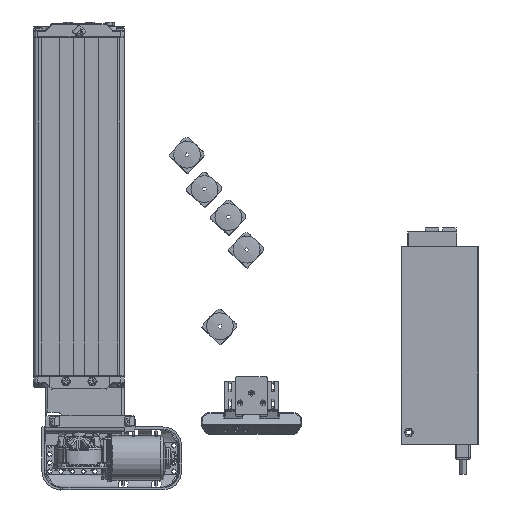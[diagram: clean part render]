
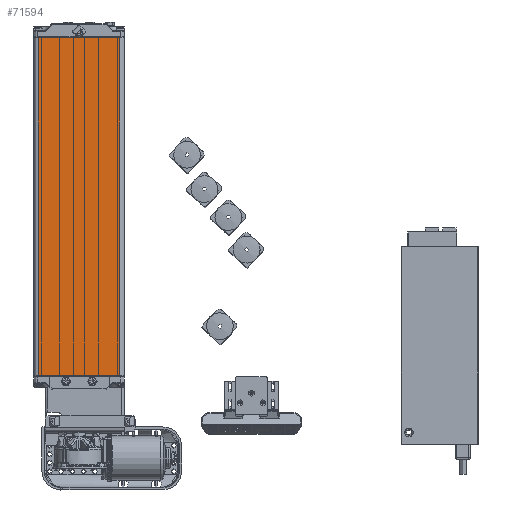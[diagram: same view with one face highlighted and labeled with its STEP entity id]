
A CAD part, top view. The second image highlights one B-rep face of the part: STEP entity #71594.
In plain terms, the highlighted planar face has unit normal (0, 0, 1).
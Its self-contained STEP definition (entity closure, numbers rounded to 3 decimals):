
#13138=FACE_OUTER_BOUND('',#17369,.T.);
#17369=EDGE_LOOP('',(#48461,#48462,#48463,#48464));
#21963=LINE('',#104826,#26234);
#21964=LINE('',#104828,#26235);
#21965=LINE('',#104830,#26236);
#21966=LINE('',#104831,#26237);
#26234=VECTOR('',#84603,449.5);
#26235=VECTOR('',#84604,108.);
#26236=VECTOR('',#84605,449.5);
#26237=VECTOR('',#84606,108.);
#30505=VERTEX_POINT('',#104824);
#30506=VERTEX_POINT('',#104825);
#30507=VERTEX_POINT('',#104827);
#30508=VERTEX_POINT('',#104829);
#37467=EDGE_CURVE('',#30505,#30506,#21963,.F.);
#37468=EDGE_CURVE('',#30506,#30507,#21964,.T.);
#37469=EDGE_CURVE('',#30507,#30508,#21965,.T.);
#37470=EDGE_CURVE('',#30508,#30505,#21966,.F.);
#48461=ORIENTED_EDGE('',*,*,#37467,.T.);
#48462=ORIENTED_EDGE('',*,*,#37468,.T.);
#48463=ORIENTED_EDGE('',*,*,#37469,.T.);
#48464=ORIENTED_EDGE('',*,*,#37470,.T.);
#70449=PLANE('',#76621);
#71594=ADVANCED_FACE('',(#13138),#70449,.T.);
#76621=AXIS2_PLACEMENT_3D('',#104823,#84601,#84602);
#84601=DIRECTION('center_axis',(0.,0.,1.));
#84602=DIRECTION('ref_axis',(1.,0.,0.));
#84603=DIRECTION('',(0.,-1.,0.));
#84604=DIRECTION('',(-1.,0.,0.));
#84605=DIRECTION('',(0.,-1.,0.));
#84606=DIRECTION('',(-1.,0.,0.));
#104823=CARTESIAN_POINT('Origin',(60.,450.5,30.));
#104824=CARTESIAN_POINT('',(54.,0.5,30.));
#104825=CARTESIAN_POINT('',(54.,450.,30.));
#104826=CARTESIAN_POINT('',(54.,450.,30.));
#104827=CARTESIAN_POINT('',(-54.,450.,30.));
#104828=CARTESIAN_POINT('',(54.,450.,30.));
#104829=CARTESIAN_POINT('',(-54.,0.5,30.));
#104830=CARTESIAN_POINT('',(-54.,450.,30.));
#104831=CARTESIAN_POINT('',(54.,0.5,30.));
